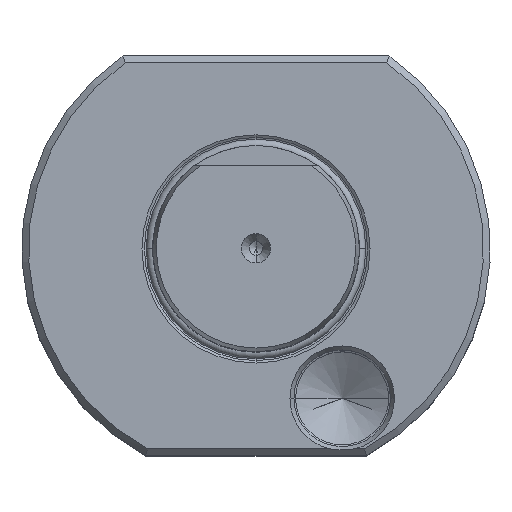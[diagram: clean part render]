
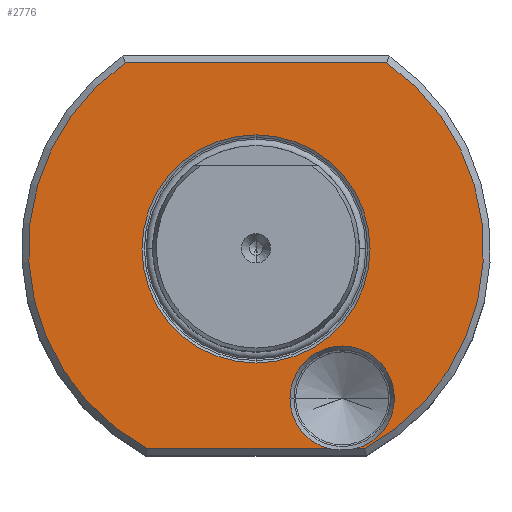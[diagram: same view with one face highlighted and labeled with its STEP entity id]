
A CAD part, top view. The second image highlights one B-rep face of the part: STEP entity #2776.
In plain terms, the highlighted planar face has unit normal (0, 0, 1).
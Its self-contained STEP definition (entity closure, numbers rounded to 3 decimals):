
#796=CARTESIAN_POINT('',(0,0,0.5));
#797=DIRECTION('',(0,0,1));
#798=DIRECTION('',(0,1,0));
#799=AXIS2_PLACEMENT_3D('',#796,#797,#798);
#801=CARTESIAN_POINT('',(0,0,0.5));
#802=DIRECTION('',(0,0,-1));
#803=DIRECTION('',(0,1,0));
#804=AXIS2_PLACEMENT_3D('',#801,#802,#803);
#806=DIRECTION('',(-1,0,0));
#807=VECTOR('',#806,37.947);
#808=CARTESIAN_POINT('',(18.974,27,0.5));
#809=LINE('',#808,#807);
#810=CARTESIAN_POINT('',(0,0,0.5));
#811=DIRECTION('',(0,0,1));
#812=DIRECTION('',(0.477,-0.879,0));
#813=AXIS2_PLACEMENT_3D('',#810,#811,#812);
#815=DIRECTION('',(1,0,0));
#816=VECTOR('',#815,1.403);
#817=CARTESIAN_POINT('',(14.345,-29,0.5));
#818=LINE('',#817,#816);
#819=CARTESIAN_POINT('',(12.5,-21.651,0.5));
#820=DIRECTION('',(0,0,1));
#821=DIRECTION('',(0.244,-0.97,0));
#822=AXIS2_PLACEMENT_3D('',#819,#820,#821);
#824=CARTESIAN_POINT('',(12.5,-21.651,0.5));
#825=DIRECTION('',(0,0,1));
#826=DIRECTION('',(1,0,0));
#827=AXIS2_PLACEMENT_3D('',#824,#825,#826);
#829=CARTESIAN_POINT('',(12.5,-21.651,0.5));
#830=DIRECTION('',(0,0,1));
#831=DIRECTION('',(-1,0,0));
#832=AXIS2_PLACEMENT_3D('',#829,#830,#831);
#834=DIRECTION('',(1,0,0));
#835=VECTOR('',#834,26.403);
#836=CARTESIAN_POINT('',(-15.748,-29,0.5));
#837=LINE('',#836,#835);
#838=CARTESIAN_POINT('',(0,0,0.5));
#839=DIRECTION('',(0,0,1));
#840=DIRECTION('',(-0.575,0.818,0));
#841=AXIS2_PLACEMENT_3D('',#838,#839,#840);
#843=CARTESIAN_POINT('',(-18.974,27,0.5));
#853=CARTESIAN_POINT('',(-15.748,-29,0.5));
#1432=CARTESIAN_POINT('',(18.974,27,0.5));
#1434=CARTESIAN_POINT('',(15.748,-29,0.5));
#1541=CARTESIAN_POINT('',(0,16.55,0.5));
#1543=VERTEX_POINT('',#1541);
#1547=CARTESIAN_POINT('',(0,-16.55,0.5));
#1549=VERTEX_POINT('',#1547);
#1745=CARTESIAN_POINT('',(20.078,-21.651,0.5));
#1746=CARTESIAN_POINT('',(4.923,-21.651,0.5));
#1747=VERTEX_POINT('',#1745);
#1748=VERTEX_POINT('',#1746);
#1857=VERTEX_POINT('',#843);
#1861=VERTEX_POINT('',#1432);
#1872=VERTEX_POINT('',#1434);
#1874=CARTESIAN_POINT('',(14.345,-29,0.5));
#1875=VERTEX_POINT('',#1874);
#1877=VERTEX_POINT('',#853);
#1878=CARTESIAN_POINT('',(10.655,-29,0.5));
#1879=VERTEX_POINT('',#1878);
#2749=CARTESIAN_POINT('',(0,0,0.5));
#2750=DIRECTION('',(0,0,-1));
#2751=DIRECTION('',(0,-1,0));
#2752=AXIS2_PLACEMENT_3D('',#2749,#2750,#2751);
#2753=PLANE('',#2752);
#2755=ORIENTED_EDGE('',*,*,#2754,.F.);
#2757=ORIENTED_EDGE('',*,*,#2756,.F.);
#2759=ORIENTED_EDGE('',*,*,#2758,.F.);
#2761=ORIENTED_EDGE('',*,*,#2760,.T.);
#2763=ORIENTED_EDGE('',*,*,#2762,.T.);
#2765=ORIENTED_EDGE('',*,*,#2764,.T.);
#2767=ORIENTED_EDGE('',*,*,#2766,.F.);
#2769=ORIENTED_EDGE('',*,*,#2768,.F.);
#2770=EDGE_LOOP('',(#2755,#2757,#2759,#2761,#2763,#2765,#2767,#2769));
#2771=FACE_OUTER_BOUND('',#2770,.F.);
#2772=ORIENTED_EDGE('',*,*,#2731,.T.);
#2773=ORIENTED_EDGE('',*,*,#2742,.F.);
#2774=EDGE_LOOP('',(#2772,#2773));
#2775=FACE_BOUND('',#2774,.F.);
#2776=ADVANCED_FACE('',(#2771,#2775),#2753,.F.);
#800=CIRCLE('',#799,16.55);
#805=CIRCLE('',#804,16.55);
#814=CIRCLE('',#813,33);
#823=CIRCLE('',#822,7.578);
#828=CIRCLE('',#827,7.578);
#833=CIRCLE('',#832,7.578);
#842=CIRCLE('',#841,33);
#2731=EDGE_CURVE('',#1543,#1549,#800,.T.);
#2742=EDGE_CURVE('',#1543,#1549,#805,.T.);
#2754=EDGE_CURVE('',#1861,#1857,#809,.T.);
#2756=EDGE_CURVE('',#1872,#1861,#814,.T.);
#2758=EDGE_CURVE('',#1875,#1872,#818,.T.);
#2760=EDGE_CURVE('',#1875,#1747,#823,.T.);
#2762=EDGE_CURVE('',#1747,#1748,#828,.T.);
#2764=EDGE_CURVE('',#1748,#1879,#833,.T.);
#2766=EDGE_CURVE('',#1877,#1879,#837,.T.);
#2768=EDGE_CURVE('',#1857,#1877,#842,.T.);
